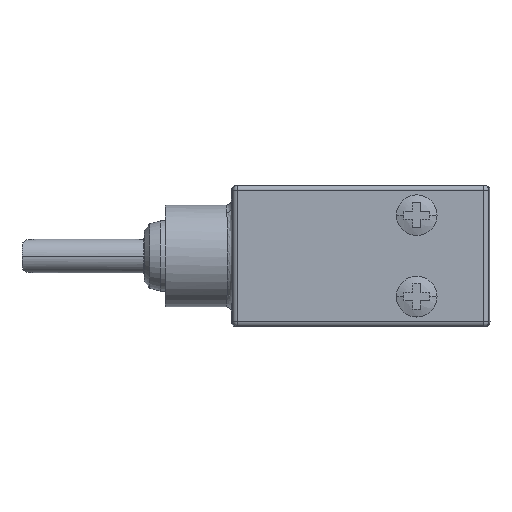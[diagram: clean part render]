
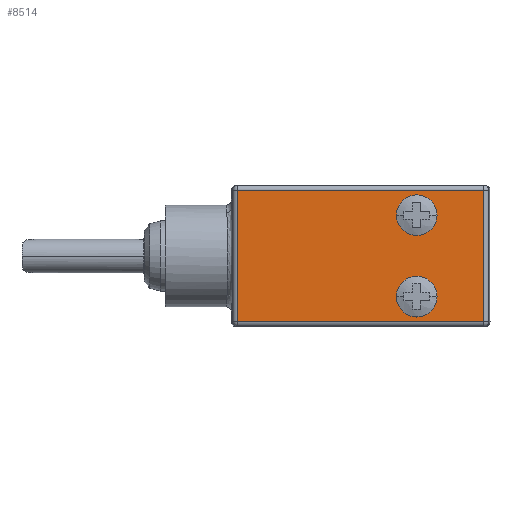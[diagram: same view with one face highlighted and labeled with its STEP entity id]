
A CAD part, top view. The second image highlights one B-rep face of the part: STEP entity #8514.
In plain terms, the highlighted planar face has unit normal (0, 0, 1).
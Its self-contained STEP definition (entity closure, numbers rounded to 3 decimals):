
#2396=DIRECTION('',(0.,1.,0.));
#2397=VECTOR('',#2396,12.9);
#2398=CARTESIAN_POINT('',(2.397,-6.45,2.9));
#2399=LINE('',#2398,#2397);
#2410=CARTESIAN_POINT('',(-4.2,4.,2.9));
#2411=DIRECTION('',(0.,0.,1.));
#2412=DIRECTION('',(0.,-1.,0.));
#2413=AXIS2_PLACEMENT_3D('',#2410,#2411,#2412);
#2418=CARTESIAN_POINT('',(-4.2,4.,2.9));
#2419=DIRECTION('',(0.,0.,1.));
#2420=DIRECTION('',(0.,1.,0.));
#2421=AXIS2_PLACEMENT_3D('',#2418,#2419,#2420);
#2426=CARTESIAN_POINT('',(-4.2,-4.,2.9));
#2427=DIRECTION('',(0.,0.,1.));
#2428=DIRECTION('',(0.,-1.,0.));
#2429=AXIS2_PLACEMENT_3D('',#2426,#2427,#2428);
#2434=CARTESIAN_POINT('',(-4.2,-4.,2.9));
#2435=DIRECTION('',(0.,0.,1.));
#2436=DIRECTION('',(0.,1.,0.));
#2437=AXIS2_PLACEMENT_3D('',#2434,#2435,#2436);
#2449=DIRECTION('',(0.,-1.,0.));
#2450=VECTOR('',#2449,12.9);
#2451=CARTESIAN_POINT('',(-21.797,6.45,2.9));
#2452=LINE('',#2451,#2450);
#6031=DIRECTION('',(-1.,0.,0.));
#6032=VECTOR('',#6031,24.194);
#6033=CARTESIAN_POINT('',(2.397,6.45,2.9));
#6034=LINE('',#6033,#6032);
#6591=DIRECTION('',(1.,0.,0.));
#6592=VECTOR('',#6591,24.194);
#6593=CARTESIAN_POINT('',(-21.797,-6.45,2.9));
#6594=LINE('',#6593,#6592);
#7784=CARTESIAN_POINT('',(-21.797,-6.45,2.9));
#7785=VERTEX_POINT('',#7784);
#7786=CARTESIAN_POINT('',(2.397,-6.45,2.9));
#7787=VERTEX_POINT('',#7786);
#7790=CARTESIAN_POINT('',(-21.797,6.45,2.9));
#7791=VERTEX_POINT('',#7790);
#7792=CARTESIAN_POINT('',(2.397,6.45,2.9));
#7793=VERTEX_POINT('',#7792);
#7794=CARTESIAN_POINT('',(-4.2,2.915,2.9));
#7795=CARTESIAN_POINT('',(-4.2,5.085,2.9));
#7796=VERTEX_POINT('',#7794);
#7797=VERTEX_POINT('',#7795);
#7798=CARTESIAN_POINT('',(-4.2,-5.085,2.9));
#7799=CARTESIAN_POINT('',(-4.2,-2.915,2.9));
#7800=VERTEX_POINT('',#7798);
#7801=VERTEX_POINT('',#7799);
#8488=CARTESIAN_POINT('',(3.,0.,2.9));
#8489=DIRECTION('',(0.,0.,-1.));
#8490=DIRECTION('',(0.,1.,0.));
#8491=AXIS2_PLACEMENT_3D('',#8488,#8489,#8490);
#8492=PLANE('',#8491);
#8494=ORIENTED_EDGE('',*,*,#8493,.F.);
#8496=ORIENTED_EDGE('',*,*,#8495,.F.);
#8497=ORIENTED_EDGE('',*,*,#8466,.F.);
#8499=ORIENTED_EDGE('',*,*,#8498,.F.);
#8500=EDGE_LOOP('',(#8494,#8496,#8497,#8499));
#8501=FACE_OUTER_BOUND('',#8500,.F.);
#8503=ORIENTED_EDGE('',*,*,#8502,.T.);
#8505=ORIENTED_EDGE('',*,*,#8504,.T.);
#8506=EDGE_LOOP('',(#8503,#8505));
#8507=FACE_BOUND('',#8506,.F.);
#8509=ORIENTED_EDGE('',*,*,#8508,.T.);
#8511=ORIENTED_EDGE('',*,*,#8510,.T.);
#8512=EDGE_LOOP('',(#8509,#8511));
#8513=FACE_BOUND('',#8512,.F.);
#8514=ADVANCED_FACE('',(#8501,#8507,#8513),#8492,.F.);
#2414=CIRCLE('',#2413,1.085);
#2422=CIRCLE('',#2421,1.085);
#2430=CIRCLE('',#2429,1.085);
#2438=CIRCLE('',#2437,1.085);
#8466=EDGE_CURVE('',#7787,#7793,#2399,.T.);
#8493=EDGE_CURVE('',#7791,#7785,#2452,.T.);
#8495=EDGE_CURVE('',#7793,#7791,#6034,.T.);
#8498=EDGE_CURVE('',#7785,#7787,#6594,.T.);
#8502=EDGE_CURVE('',#7796,#7797,#2414,.T.);
#8504=EDGE_CURVE('',#7797,#7796,#2422,.T.);
#8508=EDGE_CURVE('',#7800,#7801,#2430,.T.);
#8510=EDGE_CURVE('',#7801,#7800,#2438,.T.);
